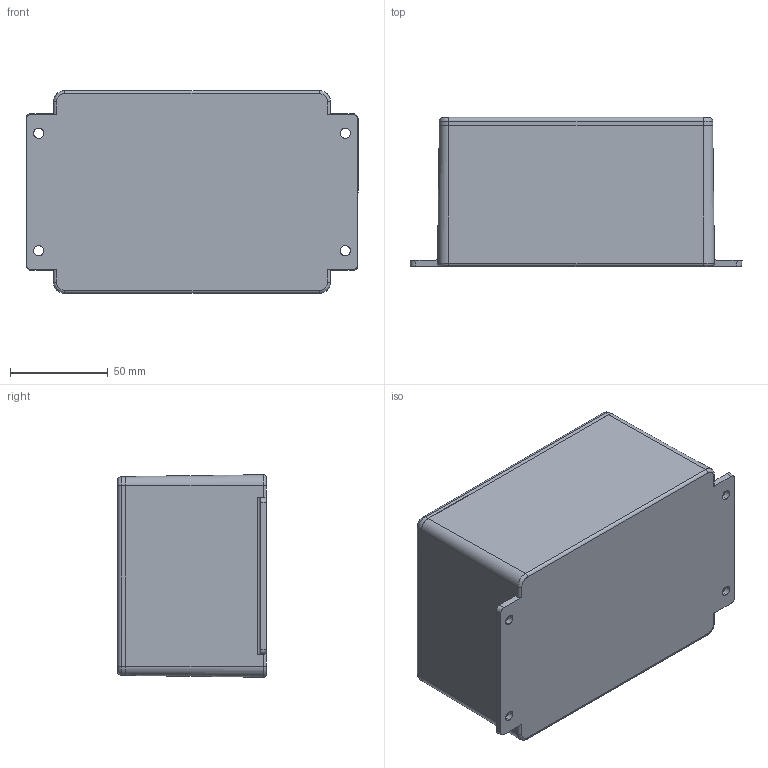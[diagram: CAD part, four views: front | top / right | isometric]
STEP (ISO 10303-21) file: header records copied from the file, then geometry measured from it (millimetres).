
FILE_DESCRIPTION (( 'STEP AP214' ), '1' );
FILE_NAME ('B029MF.STEP', '2014-08-27T07:23:54', ( 'AsusUser' ), ( '' ), 'SwSTEP 2.0', 'SolidWorks 2014', '' );
FILE_SCHEMA (( 'AUTOMOTIVE_DESIGN' ));
Length unit declared in the file: millimetre
Products named in the file (3): B029-COVER; B029MF-BASE; B029MF
Assembly tree (2 placements, depth 2):
  B029MF
    B029MF-BASE
    B029-COVER
Bounding box: 169.39 x 76 x 103.34 mm (x, y, z)
Volume: 170870.6 mm3; surface area: 134919.3 mm2
Topology: 2 solids, 2 shells, 321 faces, 867 edges, 548 vertices
Faces by surface type: bspline 204, plane 109, cylinder 8
Entity records: 20177 total; most frequent: CARTESIAN_POINT 10674, ORIENTED_EDGE 1716, EDGE_CURVE 858, DIRECTION 666, VERTEX_POINT 548, LINE 390, VECTOR 390, EDGE_LOOP 344
